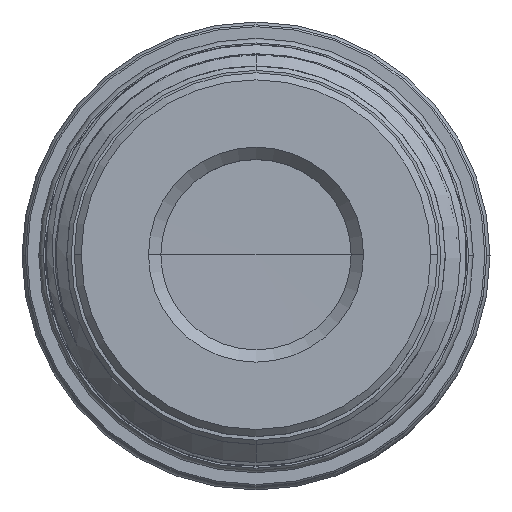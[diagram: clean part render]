
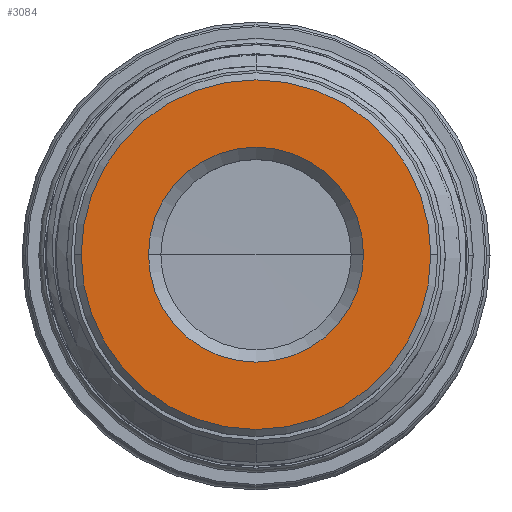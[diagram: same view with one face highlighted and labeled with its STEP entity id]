
A CAD part, top view. The second image highlights one B-rep face of the part: STEP entity #3084.
In plain terms, the highlighted planar face has unit normal (0, 0, 1).
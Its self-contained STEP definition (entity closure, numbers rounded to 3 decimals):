
#13 = DIRECTION ( 'NONE',  ( 0., 0., -1. ) ) ;
#21 = DIRECTION ( 'NONE',  ( -1., 0., 0. ) ) ;
#36 = CARTESIAN_POINT ( 'NONE',  ( 0., 0., 122.36 ) ) ;
#97 = EDGE_CURVE ( 'NONE', #1308, #1222, #1501, .T. ) ;
#129 = AXIS2_PLACEMENT_3D ( 'NONE', #2207, #2208, #2209 ) ;
#193 = AXIS2_PLACEMENT_3D ( 'NONE', #36, #13, #21 ) ;
#279 = AXIS2_PLACEMENT_3D ( 'NONE', #8165, #8167, #8169 ) ;
#301 = AXIS2_PLACEMENT_3D ( 'NONE', #3647, #3648, #3649 ) ;
#443 = AXIS2_PLACEMENT_3D ( 'NONE', #4903, #4907, #4908 ) ;
#615 = EDGE_CURVE ( 'NONE', #1222, #1308, #1555, .T. ) ;
#1008 = ORIENTED_EDGE ( 'NONE', *, *, #97, .F. ) ;
#1009 = ORIENTED_EDGE ( 'NONE', *, *, #615, .F. ) ;
#1010 = ORIENTED_EDGE ( 'NONE', *, *, #2840, .F. ) ;
#1011 = ORIENTED_EDGE ( 'NONE', *, *, #2792, .F. ) ;
#1060 = VERTEX_POINT ( 'NONE', #7054 ) ;
#1062 = VERTEX_POINT ( 'NONE', #7058 ) ;
#1222 = VERTEX_POINT ( 'NONE', #7320 ) ;
#1308 = VERTEX_POINT ( 'NONE', #7480 ) ;
#1501 = CIRCLE ( 'NONE', #129, 19.84 ) ;
#1555 = CIRCLE ( 'NONE', #193, 19.84 ) ;
#1847 = CIRCLE ( 'NONE', #279, 12.2 ) ;
#1902 = CIRCLE ( 'NONE', #301, 12.2 ) ;
#2207 = CARTESIAN_POINT ( 'NONE',  ( 0., 0., 122.36 ) ) ;
#2208 = DIRECTION ( 'NONE',  ( 0., 0., -1. ) ) ;
#2209 = DIRECTION ( 'NONE',  ( -1., 0., 0. ) ) ;
#2792 = EDGE_CURVE ( 'NONE', #1062, #1060, #1847, .T. ) ;
#2840 = EDGE_CURVE ( 'NONE', #1060, #1062, #1902, .T. ) ;
#3084 = ADVANCED_FACE ( 'NONE', ( #5302, #5307 ), #4906, .F. ) ;
#3647 = CARTESIAN_POINT ( 'NONE',  ( 0., 0., 122.36 ) ) ;
#3648 = DIRECTION ( 'NONE',  ( 0., 0., 1. ) ) ;
#3649 = DIRECTION ( 'NONE',  ( 1., 0., 0. ) ) ;
#4903 = CARTESIAN_POINT ( 'NONE',  ( 0., 0., 122.36 ) ) ;
#4906 = PLANE ( 'NONE',  #443 ) ;
#4907 = DIRECTION ( 'NONE',  ( 0., 0., -1. ) ) ;
#4908 = DIRECTION ( 'NONE',  ( -1., 0., 0. ) ) ;
#5302 = FACE_OUTER_BOUND ( 'NONE', #8813, .T. ) ;
#5307 = FACE_BOUND ( 'NONE', #8935, .T. ) ;
#7054 = CARTESIAN_POINT ( 'NONE',  ( 12.2, 0., 122.36 ) ) ;
#7058 = CARTESIAN_POINT ( 'NONE',  ( -12.2, 0., 122.36 ) ) ;
#7320 = CARTESIAN_POINT ( 'NONE',  ( 19.84, 0., 122.36 ) ) ;
#7480 = CARTESIAN_POINT ( 'NONE',  ( -19.84, 0., 122.36 ) ) ;
#8165 = CARTESIAN_POINT ( 'NONE',  ( 0., 0., 122.36 ) ) ;
#8167 = DIRECTION ( 'NONE',  ( 0., 0., 1. ) ) ;
#8169 = DIRECTION ( 'NONE',  ( 1., 0., 0. ) ) ;
#8813 = EDGE_LOOP ( 'NONE', ( #1008, #1009 ) ) ;
#8935 = EDGE_LOOP ( 'NONE', ( #1010, #1011 ) ) ;
